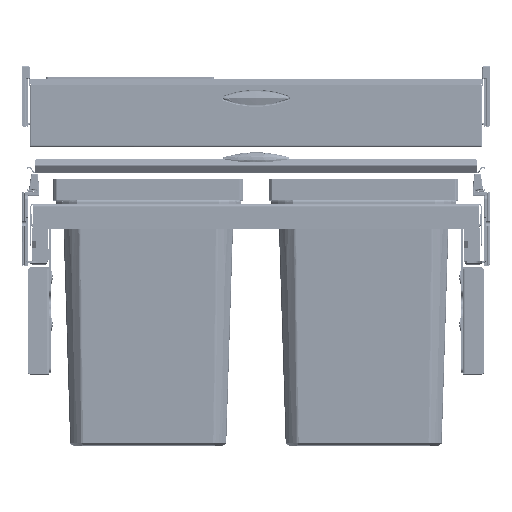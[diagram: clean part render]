
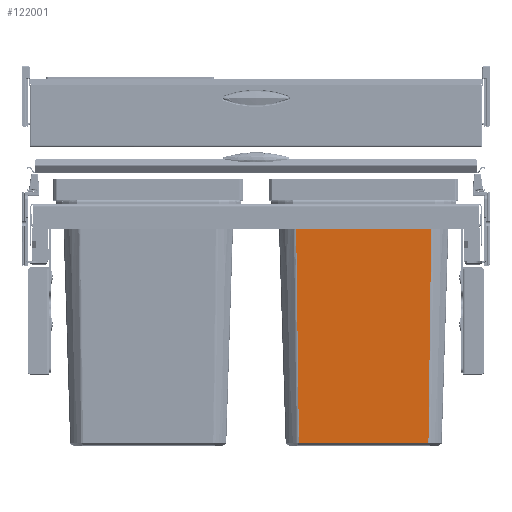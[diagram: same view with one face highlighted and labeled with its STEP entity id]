
A CAD part, top view. The second image highlights one B-rep face of the part: STEP entity #122001.
In plain terms, the highlighted planar face has unit normal (0, -0.031, 1).
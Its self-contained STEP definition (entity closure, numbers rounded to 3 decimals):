
#23489=EDGE_CURVE('9833',#63397,#63394,#63398,.T.);
#23541=EDGE_CURVE('9781',#63394,#63465,#63468,.T.);
#23543=EDGE_CURVE('9817',#63470,#63465,#63471,.T.);
#23545=EDGE_CURVE('9786',#63397,#63470,#63473,.T.);
#63394=VERTEX_POINT('',#120655);
#63397=VERTEX_POINT('',#120666);
#63398=LINE('',#120667,#120668);
#63465=VERTEX_POINT('',#120877);
#63468=B_SPLINE_CURVE_WITH_KNOTS('',3,(#120886,#120887,#120888,#120889,#120890,#120891),.UNSPECIFIED.,.F.,.F.,(4,1,1,4),(0.0,0.333,0.667,1.0),.UNSPECIFIED.);
#63470=VERTEX_POINT('',#120894);
#63471=LINE('',#120895,#120896);
#63473=B_SPLINE_CURVE_WITH_KNOTS('',3,(#120899,#120900,#120901,#120902,#120903,#120904),.UNSPECIFIED.,.F.,.F.,(4,1,1,4),(0.0,0.333,0.667,1.0),.UNSPECIFIED.);
#120655=CARTESIAN_POINT('',(48.271,9.8,-12.929));
#120666=CARTESIAN_POINT('',(213.129,9.8,-12.929));
#120667=CARTESIAN_POINT('',(213.129,9.8,-12.929));
#120668=VECTOR('',#206640,164.857);
#120877=CARTESIAN_POINT('',(52.12,-290.329,-22.284));
#120886=CARTESIAN_POINT('',(48.271,9.8,-12.929));
#120887=CARTESIAN_POINT('',(48.717,-25.284,-14.022));
#120888=CARTESIAN_POINT('',(49.596,-94.295,-16.173));
#120889=CARTESIAN_POINT('',(50.878,-194.335,-19.292));
#120890=CARTESIAN_POINT('',(51.709,-258.716,-21.299));
#120891=CARTESIAN_POINT('',(52.12,-290.329,-22.284));
#120894=CARTESIAN_POINT('',(209.28,-290.329,-22.284));
#120895=CARTESIAN_POINT('',(209.28,-290.329,-22.284));
#120896=VECTOR('',#206650,157.161);
#120899=CARTESIAN_POINT('',(213.129,9.8,-12.929));
#120900=CARTESIAN_POINT('',(212.683,-25.284,-14.022));
#120901=CARTESIAN_POINT('',(211.804,-94.295,-16.173));
#120902=CARTESIAN_POINT('',(210.522,-194.335,-19.292));
#120903=CARTESIAN_POINT('',(209.691,-258.716,-21.299));
#120904=CARTESIAN_POINT('',(209.28,-290.329,-22.284));
#122001=ADVANCED_FACE('7138',(#207007),#207008,.T.);
#206640=DIRECTION('',(-1.0,0.0,0.0));
#206650=DIRECTION('',(-1.0,0.0,0.0));
#207007=FACE_OUTER_BOUND('',#264718,.T.);
#207008=PLANE('',#264719);
#264718=EDGE_LOOP('',(#291614,#291615,#291616,#291617));
#264719=AXIS2_PLACEMENT_3D('',#291618,#291619,#291620);
#291614=ORIENTED_EDGE('',*,*,#23543,.F.);
#291615=ORIENTED_EDGE('',*,*,#23545,.F.);
#291616=ORIENTED_EDGE('',*,*,#23489,.T.);
#291617=ORIENTED_EDGE('',*,*,#23541,.T.);
#291618=CARTESIAN_POINT('',(130.7,-130.469,-17.301));
#291619=DIRECTION('',(0.0,-0.031,1.));
#291620=DIRECTION('',(1.0,0.0,0.0));
